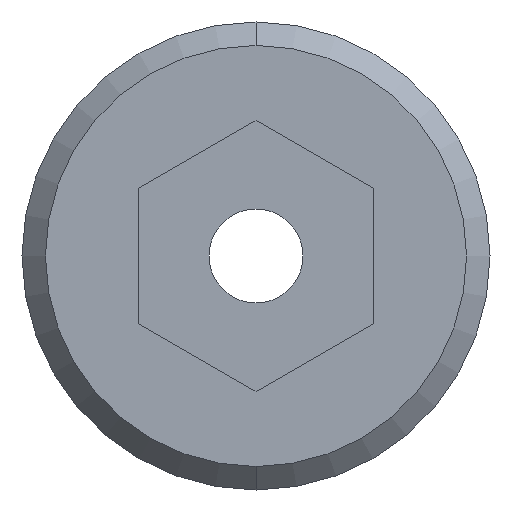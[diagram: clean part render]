
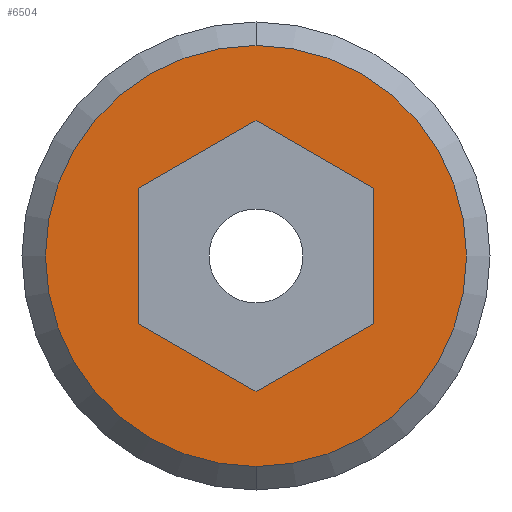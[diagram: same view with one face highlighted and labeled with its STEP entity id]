
A CAD part, left-side view. The second image highlights one B-rep face of the part: STEP entity #6504.
In plain terms, the highlighted planar face has unit normal (-1, 0, 0).
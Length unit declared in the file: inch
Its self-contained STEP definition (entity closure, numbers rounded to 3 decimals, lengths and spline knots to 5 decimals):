
#2979=CARTESIAN_POINT('',(-0.11,0.,0.));
#2980=DIRECTION('',(-1.,0.,0.));
#2981=DIRECTION('',(0.,1.,0.));
#2982=AXIS2_PLACEMENT_3D('',#2979,#2980,#2981);
#2997=DIRECTION('',(0.,0.5,0.866));
#2998=VECTOR('',#2997,0.05196);
#2999=CARTESIAN_POINT('',(-0.11,0.02598,-0.045));
#3000=LINE('',#2999,#2998);
#3001=DIRECTION('',(0.,1.,0.));
#3002=VECTOR('',#3001,0.05196);
#3003=CARTESIAN_POINT('',(-0.11,-0.02598,-0.045));
#3004=LINE('',#3003,#3002);
#3005=DIRECTION('',(0.,0.5,-0.866));
#3006=VECTOR('',#3005,0.05196);
#3007=CARTESIAN_POINT('',(-0.11,-0.05196,0.));
#3008=LINE('',#3007,#3006);
#3009=DIRECTION('',(0.,-0.5,-0.866));
#3010=VECTOR('',#3009,0.05196);
#3011=CARTESIAN_POINT('',(-0.11,-0.02598,0.045));
#3012=LINE('',#3011,#3010);
#3013=DIRECTION('',(0.,-1.,0.));
#3014=VECTOR('',#3013,0.05196);
#3015=CARTESIAN_POINT('',(-0.11,0.02598,0.045));
#3016=LINE('',#3015,#3014);
#3017=DIRECTION('',(0.,-0.5,0.866));
#3018=VECTOR('',#3017,0.05196);
#3019=CARTESIAN_POINT('',(-0.11,0.05196,0.));
#3020=LINE('',#3019,#3018);
#3021=CARTESIAN_POINT('',(-0.11,0.,0.));
#3022=DIRECTION('',(1.,0.,0.));
#3023=DIRECTION('',(0.,1.,0.));
#3024=AXIS2_PLACEMENT_3D('',#3021,#3022,#3023);
#3229=CARTESIAN_POINT('',(-0.11,0.08075,0.));
#3230=CARTESIAN_POINT('',(-0.11,-0.08075,0.));
#3231=VERTEX_POINT('',#3229);
#3232=VERTEX_POINT('',#3230);
#3249=CARTESIAN_POINT('',(-0.11,0.02598,-0.045));
#3250=CARTESIAN_POINT('',(-0.11,0.05196,0.));
#3251=VERTEX_POINT('',#3249);
#3252=VERTEX_POINT('',#3250);
#3253=CARTESIAN_POINT('',(-0.11,-0.02598,-0.045));
#3254=VERTEX_POINT('',#3253);
#3255=CARTESIAN_POINT('',(-0.11,-0.05196,0.));
#3256=VERTEX_POINT('',#3255);
#3257=CARTESIAN_POINT('',(-0.11,-0.02598,0.045));
#3258=VERTEX_POINT('',#3257);
#3259=CARTESIAN_POINT('',(-0.11,0.02598,0.045));
#3260=VERTEX_POINT('',#3259);
#6480=CARTESIAN_POINT('',(-0.11,0.,0.));
#6481=DIRECTION('',(1.,0.,0.));
#6482=DIRECTION('',(0.,-1.,0.));
#6483=AXIS2_PLACEMENT_3D('',#6480,#6481,#6482);
#6484=PLANE('',#6483);
#6485=ORIENTED_EDGE('',*,*,#6470,.F.);
#6487=ORIENTED_EDGE('',*,*,#6486,.T.);
#6488=EDGE_LOOP('',(#6485,#6487));
#6489=FACE_OUTER_BOUND('',#6488,.F.);
#6491=ORIENTED_EDGE('',*,*,#6490,.F.);
#6493=ORIENTED_EDGE('',*,*,#6492,.F.);
#6495=ORIENTED_EDGE('',*,*,#6494,.F.);
#6497=ORIENTED_EDGE('',*,*,#6496,.F.);
#6499=ORIENTED_EDGE('',*,*,#6498,.F.);
#6501=ORIENTED_EDGE('',*,*,#6500,.F.);
#6502=EDGE_LOOP('',(#6491,#6493,#6495,#6497,#6499,#6501));
#6503=FACE_BOUND('',#6502,.F.);
#2983=CIRCLE('',#2982,0.08075);
#3025=CIRCLE('',#3024,0.08075);
#6470=EDGE_CURVE('',#3231,#3232,#2983,.T.);
#6486=EDGE_CURVE('',#3231,#3232,#3025,.T.);
#6490=EDGE_CURVE('',#3251,#3252,#3000,.T.);
#6492=EDGE_CURVE('',#3254,#3251,#3004,.T.);
#6494=EDGE_CURVE('',#3256,#3254,#3008,.T.);
#6496=EDGE_CURVE('',#3258,#3256,#3012,.T.);
#6498=EDGE_CURVE('',#3260,#3258,#3016,.T.);
#6500=EDGE_CURVE('',#3252,#3260,#3020,.T.);
#6504=ADVANCED_FACE('',(#6489,#6503),#6484,.F.);
